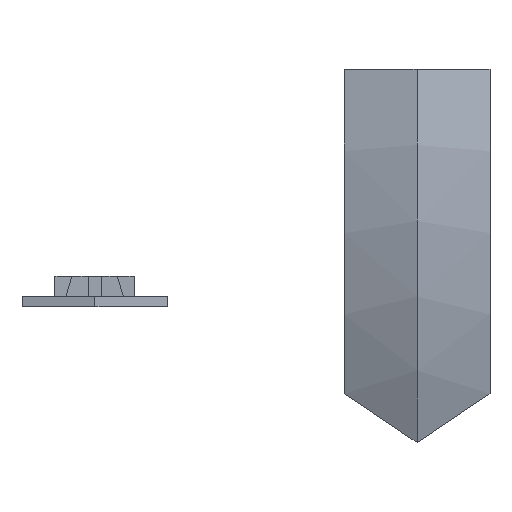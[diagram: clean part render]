
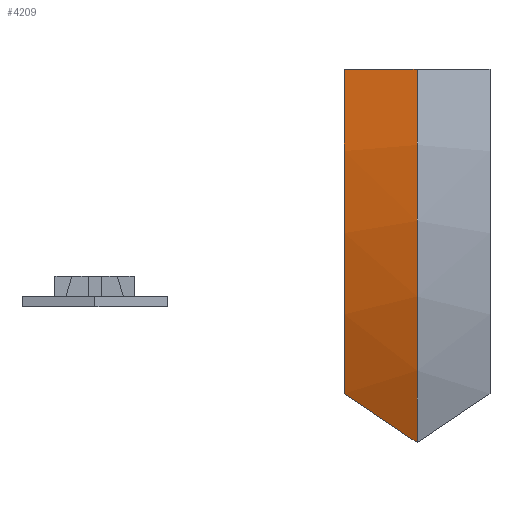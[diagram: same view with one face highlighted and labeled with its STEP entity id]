
A CAD part, left-side view. The second image highlights one B-rep face of the part: STEP entity #4209.
In plain terms, the highlighted conical face has half-angle 13.1 degrees and reference radius 199.228 mm.
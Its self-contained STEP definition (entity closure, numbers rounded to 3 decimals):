
#18=(
BOUNDED_CURVE()
B_SPLINE_CURVE(2,(#6130,#6131,#6132),.UNSPECIFIED.,.F.,.F.)
B_SPLINE_CURVE_WITH_KNOTS((3,3),(0.,2.587),.UNSPECIFIED.)
CURVE()
GEOMETRIC_REPRESENTATION_ITEM()
RATIONAL_B_SPLINE_CURVE((1.,1.001,1.))
REPRESENTATION_ITEM('')
);
#23=(
BOUNDED_CURVE()
B_SPLINE_CURVE(2,(#6494,#6495,#6496),.UNSPECIFIED.,.F.,.F.)
B_SPLINE_CURVE_WITH_KNOTS((3,3),(0.,2.236),.UNSPECIFIED.)
CURVE()
GEOMETRIC_REPRESENTATION_ITEM()
RATIONAL_B_SPLINE_CURVE((1.,1.,1.))
REPRESENTATION_ITEM('')
);
#114=CIRCLE('',#4382,196.728);
#122=CIRCLE('',#4483,201.728);
#140=CONICAL_SURFACE('',#4482,199.228,0.229);
#256=FACE_OUTER_BOUND('',#518,.T.);
#518=EDGE_LOOP('',(#3322,#3323,#3324,#3325));
#1835=VERTEX_POINT('',#5928);
#1836=VERTEX_POINT('',#5930);
#1911=VERTEX_POINT('',#6106);
#2001=VERTEX_POINT('',#6492);
#2237=EDGE_CURVE('',#1835,#1836,#114,.T.);
#2318=EDGE_CURVE('',#1911,#1835,#18,.T.);
#2489=EDGE_CURVE('',#2001,#1911,#122,.T.);
#2490=EDGE_CURVE('',#1836,#2001,#23,.T.);
#3322=ORIENTED_EDGE('',*,*,#2318,.F.);
#3323=ORIENTED_EDGE('',*,*,#2489,.F.);
#3324=ORIENTED_EDGE('',*,*,#2490,.F.);
#3325=ORIENTED_EDGE('',*,*,#2237,.F.);
#4209=ADVANCED_FACE('',(#256),#140,.T.);
#4382=AXIS2_PLACEMENT_3D('',#5931,#4789,#4790);
#4482=AXIS2_PLACEMENT_3D('',#6491,#5225,#5226);
#4483=AXIS2_PLACEMENT_3D('',#6493,#5227,#5228);
#4789=DIRECTION('center_axis',(0.,1.,0.));
#4790=DIRECTION('ref_axis',(-1.,0.,0.));
#5225=DIRECTION('center_axis',(0.,-1.,0.));
#5226=DIRECTION('ref_axis',(-1.,0.,0.));
#5227=DIRECTION('center_axis',(0.,-1.,0.));
#5228=DIRECTION('ref_axis',(-1.,0.,0.));
#5928=CARTESIAN_POINT('',(158.87,210.,-25.597));
#5930=CARTESIAN_POINT('',(151.725,210.,70.));
#5931=CARTESIAN_POINT('Origin',(345.566,210.,36.422));
#6106=CARTESIAN_POINT('',(158.87,188.514,-39.989));
#6130=CARTESIAN_POINT('Ctrl Pts',(158.87,188.514,-39.989));
#6131=CARTESIAN_POINT('Ctrl Pts',(158.87,200.374,-32.702));
#6132=CARTESIAN_POINT('Ctrl Pts',(158.87,210.,-25.597));
#6491=CARTESIAN_POINT('Origin',(345.566,199.257,36.422));
#6492=CARTESIAN_POINT('',(146.652,188.514,70.));
#6493=CARTESIAN_POINT('Origin',(345.566,188.514,36.422));
#6494=CARTESIAN_POINT('Ctrl Pts',(151.725,210.,70.));
#6495=CARTESIAN_POINT('Ctrl Pts',(149.22,199.396,70.));
#6496=CARTESIAN_POINT('Ctrl Pts',(146.652,188.514,70.));
